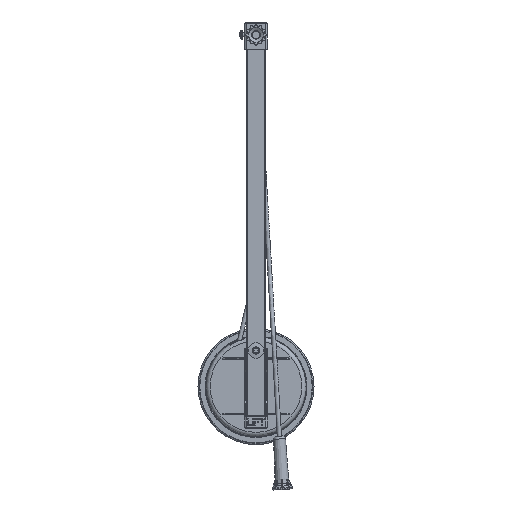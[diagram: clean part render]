
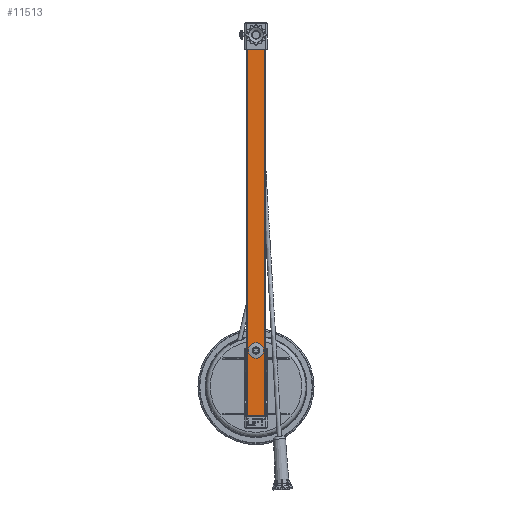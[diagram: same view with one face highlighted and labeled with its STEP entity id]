
A CAD part, front view. The second image highlights one B-rep face of the part: STEP entity #11513.
In plain terms, the highlighted face is planar.
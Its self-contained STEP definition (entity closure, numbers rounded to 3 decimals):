
#489=CIRCLE('',#14081,6.25);
#1302=PLANE('',#14080);
#1538=LINE('',#30782,#1970);
#1539=LINE('',#30785,#1971);
#1540=LINE('',#30787,#1972);
#1541=LINE('',#30789,#1973);
#1970=VECTOR('',#15899,1000.);
#1971=VECTOR('',#15900,1000.);
#1972=VECTOR('',#15901,1000.);
#1973=VECTOR('',#15902,1000.);
#3700=ORIENTED_EDGE('',*,*,#6464,.T.);
#3701=ORIENTED_EDGE('',*,*,#6465,.F.);
#3702=ORIENTED_EDGE('',*,*,#6466,.T.);
#3703=ORIENTED_EDGE('',*,*,#6467,.F.);
#3704=ORIENTED_EDGE('',*,*,#6468,.F.);
#6464=EDGE_CURVE('',#7935,#7935,#489,.T.);
#6465=EDGE_CURVE('',#7936,#7937,#1538,.F.);
#6466=EDGE_CURVE('',#7936,#7938,#1539,.T.);
#6467=EDGE_CURVE('',#7939,#7938,#1540,.T.);
#6468=EDGE_CURVE('',#7937,#7939,#1541,.T.);
#7935=VERTEX_POINT('',#30781);
#7936=VERTEX_POINT('',#30783);
#7937=VERTEX_POINT('',#30784);
#7938=VERTEX_POINT('',#30786);
#7939=VERTEX_POINT('',#30788);
#9510=EDGE_LOOP('',(#3700));
#9511=EDGE_LOOP('',(#3701,#3702,#3703,#3704));
#10456=FACE_BOUND('',#9510,.T.);
#10457=FACE_BOUND('',#9511,.T.);
#11513=ADVANCED_FACE('',(#10456,#10457),#1302,.T.);
#14080=AXIS2_PLACEMENT_3D('',#30779,#15895,#15896);
#14081=AXIS2_PLACEMENT_3D('',#30780,#15897,#15898);
#15895=DIRECTION('',(0.,0.,1.));
#15896=DIRECTION('',(1.,0.,0.));
#15897=DIRECTION('',(0.,0.,-1.));
#15898=DIRECTION('',(1.,0.,0.));
#15899=DIRECTION('',(0.,-1.,0.));
#15900=DIRECTION('',(1.,0.,0.));
#15901=DIRECTION('',(0.,-1.,0.));
#15902=DIRECTION('',(1.,0.,0.));
#30779=CARTESIAN_POINT('',(-17.75,706.75,70.75));
#30780=CARTESIAN_POINT('',(0.,70.,70.75));
#30781=CARTESIAN_POINT('',(6.25,70.,70.75));
#30782=CARTESIAN_POINT('',(-15.75,706.75,70.75));
#30783=CARTESIAN_POINT('',(-15.75,-78.25,70.75));
#30784=CARTESIAN_POINT('',(-15.75,654.05,70.75));
#30785=CARTESIAN_POINT('',(-17.75,-78.25,70.75));
#30786=CARTESIAN_POINT('',(15.75,-78.25,70.75));
#30787=CARTESIAN_POINT('',(15.75,706.75,70.75));
#30788=CARTESIAN_POINT('',(15.75,654.05,70.75));
#30789=CARTESIAN_POINT('',(-17.75,654.05,70.75));
